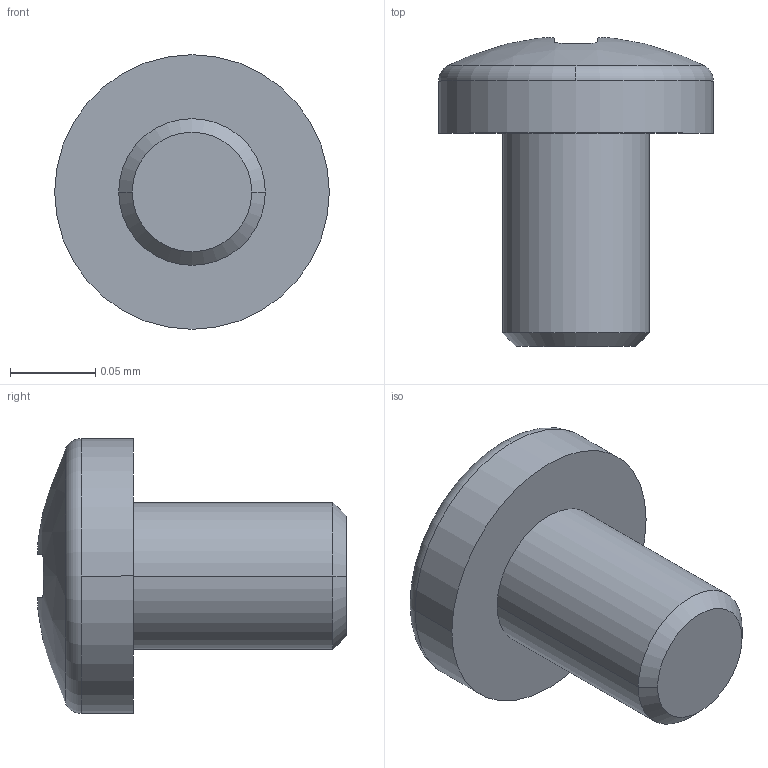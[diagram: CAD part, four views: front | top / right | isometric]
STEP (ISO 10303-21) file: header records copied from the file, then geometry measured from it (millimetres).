
FILE_DESCRIPTION(('produced by SPATIAL CORP'),'2;1');
FILE_NAME( 'ms51957-1.hh.sat.stp','2002-04-22T18:10:20+00:00',('SPATIAL CORP'),( 'SPATIAL CORP'),'ACIS STEP Husk','http://www.spatial.com', 'SPATIAL CORP');
FILE_SCHEMA(('CONFIG_CONTROL_DESIGN'));
Length unit declared in the file: millimetre
Products named in the file (1): PRODUCT_ID_1
Bounding box: 0.16 x 0.18 x 0.16 mm (x, y, z)
Volume: 0 mm3; surface area: 0.1 mm2
Topology: 1 solids, 1 shells, 36 faces, 97 edges, 65 vertices
Faces by surface type: cylinder 16, plane 15, torus 2, cone 2, sphere 1
Entity records: 1391 total; most frequent: CARTESIAN_POINT 458, ORIENTED_EDGE 194, DIRECTION 152, EDGE_CURVE 97, VERTEX_POINT 65, AXIS2_PLACEMENT_3D 55, VECTOR 42, LINE 42
